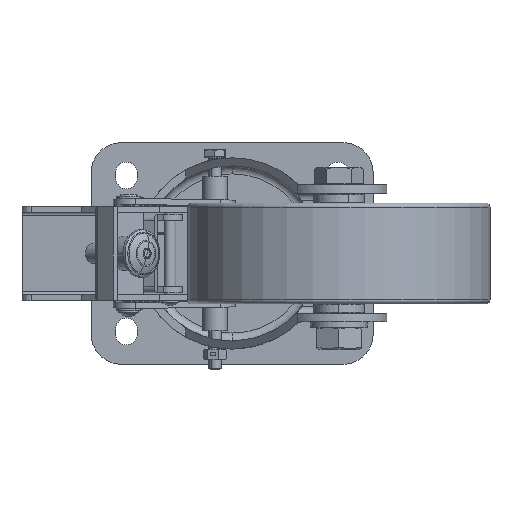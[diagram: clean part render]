
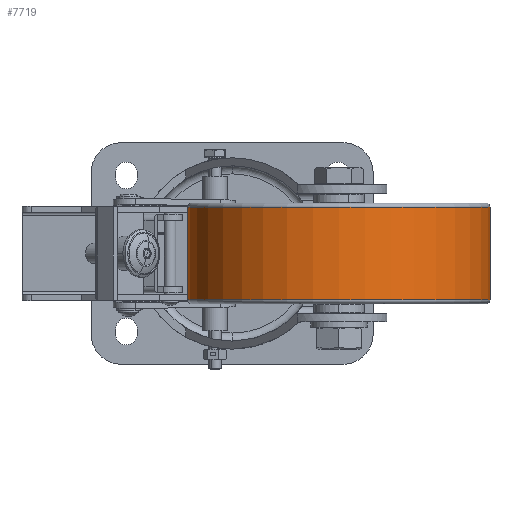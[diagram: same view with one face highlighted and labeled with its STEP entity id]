
A CAD part, front view. The second image highlights one B-rep face of the part: STEP entity #7719.
In plain terms, the highlighted cylindrical face has radius 75 mm (diameter 150 mm), a partial arc.
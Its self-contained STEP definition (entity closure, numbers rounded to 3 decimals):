
#1499 = EDGE_CURVE ( 'NONE', #32062, #26833, #32323, .T. ) ;
#2075 = DIRECTION ( 'NONE',  ( 0., 0., -1. ) ) ;
#2684 = VECTOR ( 'NONE', #24968, 1000. ) ;
#3600 = CYLINDRICAL_SURFACE ( 'NONE', #21678, 75. ) ;
#3912 = CARTESIAN_POINT ( 'NONE',  ( 53., -116., -23. ) ) ;
#4672 = AXIS2_PLACEMENT_3D ( 'NONE', #3912, #18308, #31593 ) ;
#5369 = CARTESIAN_POINT ( 'NONE',  ( 53., -116., 0. ) ) ;
#5740 = DIRECTION ( 'NONE',  ( 0., 0., -1. ) ) ;
#6465 = ORIENTED_EDGE ( 'NONE', *, *, #30790, .T. ) ;
#7382 = DIRECTION ( 'NONE',  ( 0., 0., -1. ) ) ;
#7719 = ADVANCED_FACE ( 'NONE', ( #33826 ), #3600, .T. ) ;
#8485 = CARTESIAN_POINT ( 'NONE',  ( 128., -116., 0. ) ) ;
#10288 = VECTOR ( 'NONE', #7382, 1000. ) ;
#10433 = DIRECTION ( 'NONE',  ( -1., 0., 0. ) ) ;
#11435 = AXIS2_PLACEMENT_3D ( 'NONE', #17221, #5740, #31216 ) ;
#12078 = EDGE_CURVE ( 'NONE', #33928, #32062, #27228, .T. ) ;
#13740 = ORIENTED_EDGE ( 'NONE', *, *, #1499, .T. ) ;
#17221 = CARTESIAN_POINT ( 'NONE',  ( 53., -116., 23. ) ) ;
#18308 = DIRECTION ( 'NONE',  ( 0., 0., 1. ) ) ;
#18360 = CARTESIAN_POINT ( 'NONE',  ( -22., -116., -23. ) ) ;
#18406 = EDGE_LOOP ( 'NONE', ( #21055, #36003, #13740, #6465 ) ) ;
#18695 = CARTESIAN_POINT ( 'NONE',  ( -22., -116., 0. ) ) ;
#21055 = ORIENTED_EDGE ( 'NONE', *, *, #27951, .F. ) ;
#21678 = AXIS2_PLACEMENT_3D ( 'NONE', #5369, #2075, #10433 ) ;
#23130 = CARTESIAN_POINT ( 'NONE',  ( 128., -116., 23. ) ) ;
#24882 = CARTESIAN_POINT ( 'NONE',  ( 128., -116., -23. ) ) ;
#24968 = DIRECTION ( 'NONE',  ( 0., 0., -1. ) ) ;
#26833 = VERTEX_POINT ( 'NONE', #18360 ) ;
#27093 = VERTEX_POINT ( 'NONE', #24882 ) ;
#27228 = CIRCLE ( 'NONE', #11435, 75. ) ;
#27732 = CARTESIAN_POINT ( 'NONE',  ( -22., -116., 23. ) ) ;
#27951 = EDGE_CURVE ( 'NONE', #33928, #27093, #32367, .T. ) ;
#30790 = EDGE_CURVE ( 'NONE', #26833, #27093, #32608, .T. ) ;
#31216 = DIRECTION ( 'NONE',  ( 1., 0., 0. ) ) ;
#31593 = DIRECTION ( 'NONE',  ( -1., 0., 0. ) ) ;
#32062 = VERTEX_POINT ( 'NONE', #27732 ) ;
#32323 = LINE ( 'NONE', #18695, #10288 ) ;
#32367 = LINE ( 'NONE', #8485, #2684 ) ;
#32608 = CIRCLE ( 'NONE', #4672, 75. ) ;
#33826 = FACE_OUTER_BOUND ( 'NONE', #18406, .T. ) ;
#33928 = VERTEX_POINT ( 'NONE', #23130 ) ;
#36003 = ORIENTED_EDGE ( 'NONE', *, *, #12078, .T. ) ;
